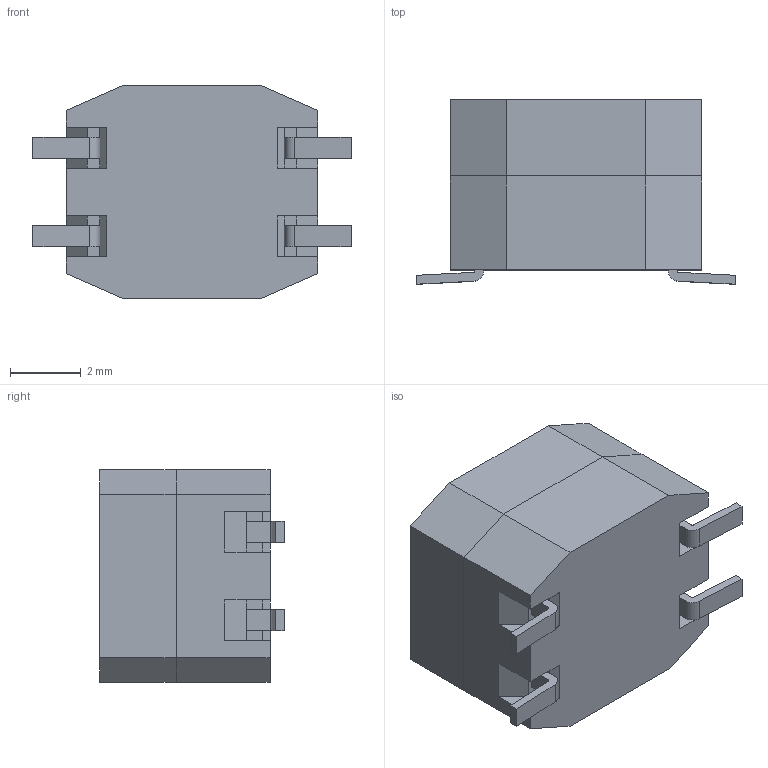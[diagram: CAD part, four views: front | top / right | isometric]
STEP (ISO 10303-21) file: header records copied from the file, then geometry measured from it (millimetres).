
FILE_DESCRIPTION (( 'STEP AP214' ), '1' );
FILE_NAME ('B82790C0105N240.STEP', '2022-09-12T13:07:14', ( '' ), ( '' ), 'SwSTEP 2.0', 'SolidWorks 2017', '' );
FILE_SCHEMA (( 'AUTOMOTIVE_DESIGN' ));
Length unit declared in the file: millimetre
Products named in the file (1): B82790C0105N240
Bounding box: 9 x 5.2 x 6 mm (x, y, z)
Volume: 191.5 mm3; surface area: 301.5 mm2
Topology: 7 solids, 7 shells, 89 faces, 222 edges, 148 vertices
Faces by surface type: plane 79, cylinder 10
Full cylindrical faces by diameter (mm): 0.7 x2
Entity records: 2694 total; most frequent: CARTESIAN_POINT 458, ORIENTED_EDGE 440, DIRECTION 420, EDGE_CURVE 220, LINE 200, VECTOR 200, VERTEX_POINT 148, AXIS2_PLACEMENT_3D 110
